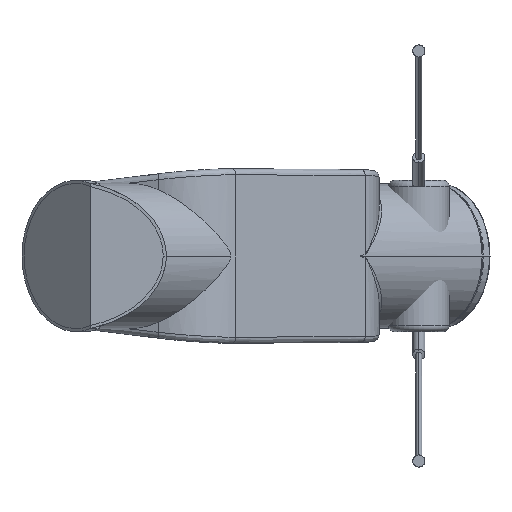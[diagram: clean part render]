
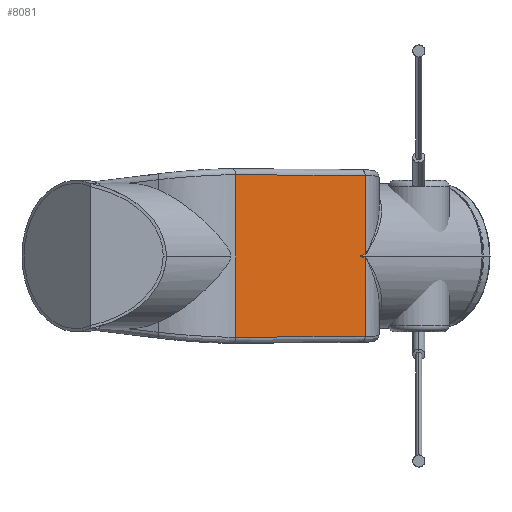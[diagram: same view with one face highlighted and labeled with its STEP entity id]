
A CAD part, front view. The second image highlights one B-rep face of the part: STEP entity #8081.
In plain terms, the highlighted planar face has unit normal (0.708, -0.706, 0).
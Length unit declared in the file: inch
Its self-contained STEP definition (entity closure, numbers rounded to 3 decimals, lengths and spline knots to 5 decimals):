
#182 = CARTESIAN_POINT ( 'NONE',  ( 9.00816, 8.97114, -6.71293 ) ) ;
#189 = CARTESIAN_POINT ( 'NONE',  ( 19.67957, 19.68108, 0.11762 ) ) ;
#221 = CARTESIAN_POINT ( 'NONE',  ( 9.00816, 8.97114, 6.71293 ) ) ;
#223 = CARTESIAN_POINT ( 'NONE',  ( 19.67957, 19.68108, -0.11762 ) ) ;
#262 = CARTESIAN_POINT ( 'NONE',  ( 19.67957, 19.68108, 6.64582 ) ) ;
#2267 = EDGE_CURVE ( 'NONE', #10649, #10384, #3210, .T. ) ;
#2269 = EDGE_CURVE ( 'NONE', #10384, #2570, #13250, .T. ) ;
#2270 = EDGE_CURVE ( 'NONE', #10969, #3653, #13234, .T. ) ;
#2271 = EDGE_CURVE ( 'NONE', #3653, #10385, #13225, .T. ) ;
#2272 = EDGE_CURVE ( 'NONE', #11546, #10385, #3215, .T. ) ;
#2273 = EDGE_CURVE ( 'NONE', #11546, #10649, #13226, .T. ) ;
#2482 = ORIENTED_EDGE ( 'NONE', *, *, #2267, .T. ) ;
#2483 = ORIENTED_EDGE ( 'NONE', *, *, #2269, .T. ) ;
#2484 = ORIENTED_EDGE ( 'NONE', *, *, #6632, .T. ) ;
#2485 = ORIENTED_EDGE ( 'NONE', *, *, #2270, .T. ) ;
#2486 = ORIENTED_EDGE ( 'NONE', *, *, #2271, .T. ) ;
#2487 = ORIENTED_EDGE ( 'NONE', *, *, #2272, .F. ) ;
#2488 = ORIENTED_EDGE ( 'NONE', *, *, #2273, .T. ) ;
#2570 = VERTEX_POINT ( 'NONE', #4161 ) ;
#3210 = LINE ( 'NONE', #5376, #3211 ) ;
#3211 = VECTOR ( 'NONE', #5378, 39.37008 ) ;
#3215 = LINE ( 'NONE', #5417, #3216 ) ;
#3216 = VECTOR ( 'NONE', #5422, 39.37008 ) ;
#3653 = VERTEX_POINT ( 'NONE', #5169 ) ;
#4161 = CARTESIAN_POINT ( 'NONE',  ( 19.67957, 19.68108, -6.64582 ) ) ;
#5169 = CARTESIAN_POINT ( 'NONE',  ( 19.26266, 19.26265, 0. ) ) ;
#5345 = CARTESIAN_POINT ( 'NONE',  ( 9.00816, 8.97114, -6.71293 ) ) ;
#5376 = CARTESIAN_POINT ( 'NONE',  ( 9.00816, 8.97114, 8. ) ) ;
#5378 = DIRECTION ( 'NONE',  ( 0., 0., -1. ) ) ;
#5379 = CARTESIAN_POINT ( 'NONE',  ( 12.56535, 12.54117, -6.70788 ) ) ;
#5380 = CARTESIAN_POINT ( 'NONE',  ( 19.40163, 19.40213, -0.07842 ) ) ;
#5409 = CARTESIAN_POINT ( 'NONE',  ( 19.26266, 19.26265, 0. ) ) ;
#5410 = CARTESIAN_POINT ( 'NONE',  ( 19.26266, 19.26265, -0.03921 ) ) ;
#5411 = CARTESIAN_POINT ( 'NONE',  ( 16.12249, 16.11115, -6.68547 ) ) ;
#5412 = CARTESIAN_POINT ( 'NONE',  ( 19.67957, 19.68108, -6.64582 ) ) ;
#5413 = CARTESIAN_POINT ( 'NONE',  ( 19.67957, 19.68108, -0.11762 ) ) ;
#5414 = CARTESIAN_POINT ( 'NONE',  ( 19.26266, 19.26265, 0.03921 ) ) ;
#5415 = CARTESIAN_POINT ( 'NONE',  ( 19.26266, 19.26265, 0. ) ) ;
#5416 = CARTESIAN_POINT ( 'NONE',  ( 16.12249, 16.11115, 6.68547 ) ) ;
#5417 = CARTESIAN_POINT ( 'NONE',  ( 19.67957, 19.68108, 8. ) ) ;
#5419 = CARTESIAN_POINT ( 'NONE',  ( 19.40163, 19.40213, 0.07842 ) ) ;
#5420 = CARTESIAN_POINT ( 'NONE',  ( 19.67957, 19.68108, 0.11762 ) ) ;
#5421 = CARTESIAN_POINT ( 'NONE',  ( 19.67957, 19.68108, 6.64582 ) ) ;
#5422 = DIRECTION ( 'NONE',  ( 0., 0., -1. ) ) ;
#5424 = CARTESIAN_POINT ( 'NONE',  ( 12.56535, 12.54117, 6.70788 ) ) ;
#5425 = CARTESIAN_POINT ( 'NONE',  ( 9.00816, 8.97114, 6.71293 ) ) ;
#6230 = LINE ( 'NONE', #8315, #6231 ) ;
#6231 = VECTOR ( 'NONE', #8328, 39.37008 ) ;
#6632 = EDGE_CURVE ( 'NONE', #2570, #10969, #6230, .T. ) ;
#7491 = FACE_OUTER_BOUND ( 'NONE', #11399, .T. ) ;
#8081 = ADVANCED_FACE ( 'NONE', ( #7491 ), #11620, .F. ) ;
#8315 = CARTESIAN_POINT ( 'NONE',  ( 19.67957, 19.68108, -8. ) ) ;
#8328 = DIRECTION ( 'NONE',  ( 0., 0., 1. ) ) ;
#10384 = VERTEX_POINT ( 'NONE', #182 ) ;
#10385 = VERTEX_POINT ( 'NONE', #189 ) ;
#10649 = VERTEX_POINT ( 'NONE', #221 ) ;
#10651 = AXIS2_PLACEMENT_3D ( 'NONE', #11619, #11717, #11718 ) ;
#10969 = VERTEX_POINT ( 'NONE', #223 ) ;
#11399 = EDGE_LOOP ( 'NONE', ( #2482, #2483, #2484, #2485, #2486, #2487, #2488 ) ) ;
#11546 = VERTEX_POINT ( 'NONE', #262 ) ;
#11619 = CARTESIAN_POINT ( 'NONE',  ( 9.00816, 8.97114, 8. ) ) ;
#11620 = PLANE ( 'NONE',  #10651 ) ;
#11717 = DIRECTION ( 'NONE',  ( -0.708, 0.706, 0. ) ) ;
#11718 = DIRECTION ( 'NONE',  ( -0.706, -0.708, 0. ) ) ;
#13225 =( BOUNDED_CURVE ( )  B_SPLINE_CURVE ( 3, ( #5409, #5414, #5419, #5420 ),
 .UNSPECIFIED., .F., .F. ) 
 B_SPLINE_CURVE_WITH_KNOTS ( ( 4, 4 ),
 ( 0., 0.0181 ),
 .UNSPECIFIED. ) 
 CURVE ( )  GEOMETRIC_REPRESENTATION_ITEM ( )  RATIONAL_B_SPLINE_CURVE ( ( 1., 1., 1., 1. ) ) 
 REPRESENTATION_ITEM ( '' )  );
#13226 = B_SPLINE_CURVE_WITH_KNOTS ( 'NONE', 3,
 ( #5421, #5416, #5424, #5425 ),
 .UNSPECIFIED., .F., .F.,
 ( 4, 4 ),
 ( 0., 0.38402 ),
 .UNSPECIFIED. ) ;
#13234 =( BOUNDED_CURVE ( )  B_SPLINE_CURVE ( 3, ( #5413, #5380, #5410, #5415 ),
 .UNSPECIFIED., .F., .F. ) 
 B_SPLINE_CURVE_WITH_KNOTS ( ( 4, 4 ),
 ( 6.26509, 6.28319 ),
 .UNSPECIFIED. ) 
 CURVE ( )  GEOMETRIC_REPRESENTATION_ITEM ( )  RATIONAL_B_SPLINE_CURVE ( ( 1., 1., 1., 1. ) ) 
 REPRESENTATION_ITEM ( '' )  );
#13250 = B_SPLINE_CURVE_WITH_KNOTS ( 'NONE', 3,
 ( #5345, #5379, #5411, #5412 ),
 .UNSPECIFIED., .F., .F.,
 ( 4, 4 ),
 ( 0., 0.38402 ),
 .UNSPECIFIED. ) ;
